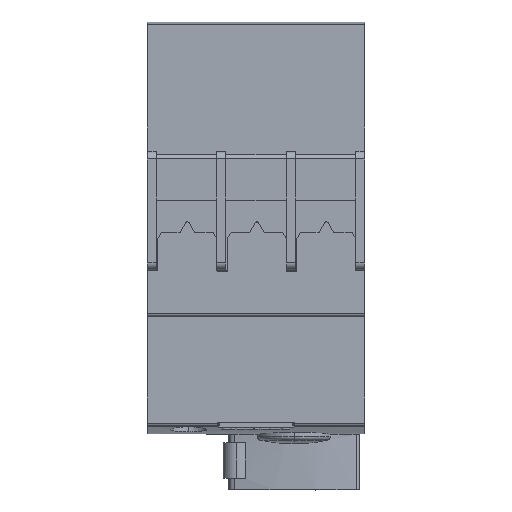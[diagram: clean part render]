
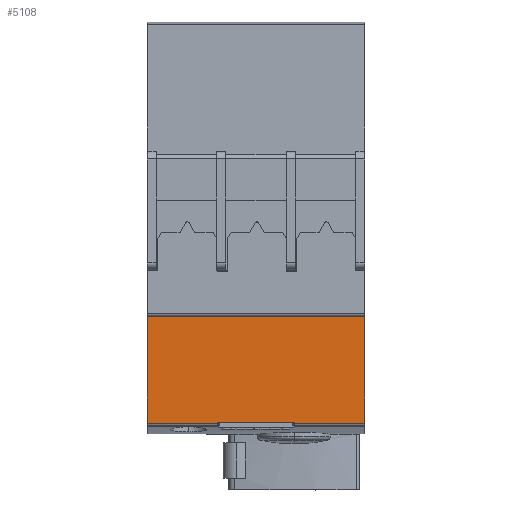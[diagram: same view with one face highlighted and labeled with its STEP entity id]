
A CAD part, top view. The second image highlights one B-rep face of the part: STEP entity #5108.
In plain terms, the highlighted planar face has unit normal (0, 0, 1).
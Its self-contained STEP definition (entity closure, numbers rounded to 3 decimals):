
#4140=VERTEX_POINT('',#11945);
#4300=VERTEX_POINT('',#12117);
#4318=EDGE_CURVE('',#10038,#6764,#12136,.T.);
#5108=ADVANCED_FACE('',(#12994),#12995,.T.);
#5144=EDGE_CURVE('',#5914,#9346,#13031,.T.);
#5470=VERTEX_POINT('',#13394);
#5914=VERTEX_POINT('',#13876);
#6764=VERTEX_POINT('',#14796);
#9116=EDGE_CURVE('',#6764,#9346,#17339,.T.);
#9346=VERTEX_POINT('',#17582);
#9370=EDGE_CURVE('',#11168,#5470,#17606,.T.);
#9886=EDGE_CURVE('',#4140,#11168,#18168,.T.);
#10026=EDGE_CURVE('',#4140,#5914,#18328,.T.);
#10038=VERTEX_POINT('',#18342);
#11054=EDGE_CURVE('',#4300,#10038,#19452,.T.);
#11168=VERTEX_POINT('',#19577);
#11438=EDGE_CURVE('',#4300,#5470,#19870,.T.);
#11945=CARTESIAN_POINT('',(22.5,-59.3,22.85));
#12117=CARTESIAN_POINT('',(-7.9,-83.1,22.85));
#12136=LINE('',#20794,#20795);
#12994=FACE_OUTER_BOUND('',#22071,.T.);
#12995=PLANE('',#22072);
#13031=LINE('',#22131,#22132);
#13394=CARTESIAN_POINT('',(-22.5,-83.1,22.85));
#13876=CARTESIAN_POINT('',(22.5,-83.1,22.85));
#14796=CARTESIAN_POINT('',(7.9,-82.92,22.85));
#17339=LINE('',#28605,#28606);
#17582=CARTESIAN_POINT('',(7.9,-83.1,22.85));
#17606=LINE('',#29075,#29076);
#18168=LINE('',#29921,#29922);
#18328=LINE('',#30137,#30138);
#18342=CARTESIAN_POINT('',(-7.9,-82.92,22.85));
#19452=LINE('',#31784,#31785);
#19577=CARTESIAN_POINT('',(-22.5,-59.3,22.85));
#19870=LINE('',#32383,#32384);
#20794=CARTESIAN_POINT('',(11.25,-82.92,22.85));
#20795=VECTOR('',#33245,1.0);
#22071=EDGE_LOOP('',(#34207,#34208,#34209,#34210,#34211,#34212,#34213,#34214));
#22072=AXIS2_PLACEMENT_3D('',#34215,#34216,#34217);
#22131=CARTESIAN_POINT('',(22.5,-83.1,22.85));
#22132=VECTOR('',#34231,1.0);
#28605=CARTESIAN_POINT('',(7.9,-71.11,22.85));
#28606=VECTOR('',#38931,1.0);
#29075=CARTESIAN_POINT('',(-22.5,-59.3,22.85));
#29076=VECTOR('',#39151,1.0);
#29921=CARTESIAN_POINT('',(22.5,-59.3,22.85));
#29922=VECTOR('',#39771,1.0);
#30137=CARTESIAN_POINT('',(22.5,-59.3,22.85));
#30138=VECTOR('',#39990,1.0);
#31784=CARTESIAN_POINT('',(-7.9,-71.11,22.85));
#31785=VECTOR('',#41310,1.0);
#32383=CARTESIAN_POINT('',(22.5,-83.1,22.85));
#32384=VECTOR('',#41757,1.0);
#33245=DIRECTION('',(1.0,0.0,0.0));
#34207=ORIENTED_EDGE('',*,*,#11054,.T.);
#34208=ORIENTED_EDGE('',*,*,#4318,.T.);
#34209=ORIENTED_EDGE('',*,*,#9116,.T.);
#34210=ORIENTED_EDGE('',*,*,#5144,.F.);
#34211=ORIENTED_EDGE('',*,*,#10026,.F.);
#34212=ORIENTED_EDGE('',*,*,#9886,.T.);
#34213=ORIENTED_EDGE('',*,*,#9370,.T.);
#34214=ORIENTED_EDGE('',*,*,#11438,.F.);
#34215=CARTESIAN_POINT('',(22.5,-59.3,22.85));
#34216=DIRECTION('',(0.0,-0.0,1.0));
#34217=DIRECTION('',(0.0,1.0,0.0));
#34231=DIRECTION('',(-1.0,0.0,0.0));
#38931=DIRECTION('',(0.0,-1.0,0.0));
#39151=DIRECTION('',(0.0,-1.0,0.0));
#39771=DIRECTION('',(-1.0,0.0,0.0));
#39990=DIRECTION('',(0.0,-1.0,0.0));
#41310=DIRECTION('',(0.0,1.0,-0.0));
#41757=DIRECTION('',(-1.0,0.0,0.0));
